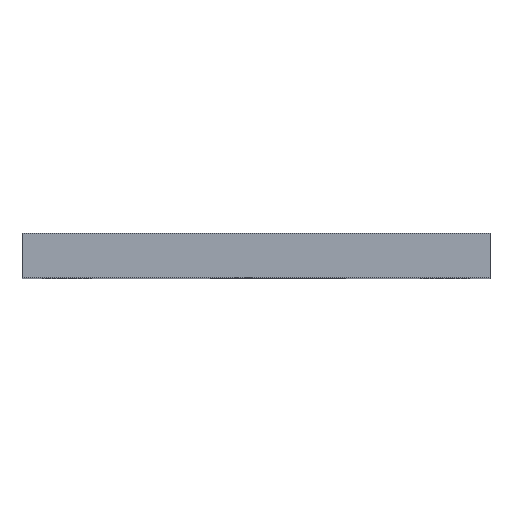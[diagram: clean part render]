
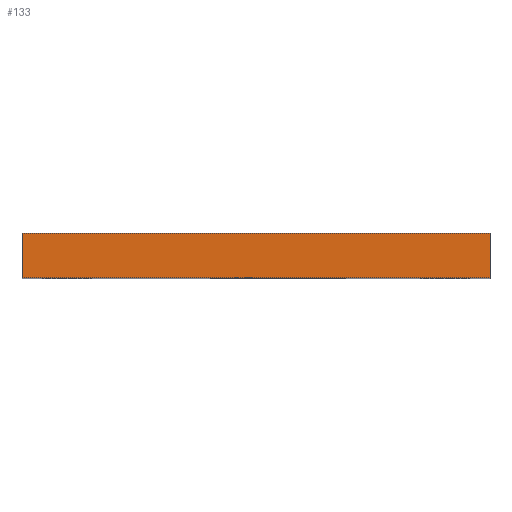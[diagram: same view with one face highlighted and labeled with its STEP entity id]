
A CAD part, top view. The second image highlights one B-rep face of the part: STEP entity #133.
In plain terms, the highlighted planar face has unit normal (0, 0, 1).
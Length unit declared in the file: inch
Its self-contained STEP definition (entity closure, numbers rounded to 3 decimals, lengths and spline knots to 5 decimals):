
#23 = ORIENTED_EDGE ( 'NONE', *, *, #1486, .F. ) ;
#45 = ORIENTED_EDGE ( 'NONE', *, *, #1569, .T. ) ;
#133 = ADVANCED_FACE ( 'NONE', ( #1474 ), #1239, .F. ) ;
#150 = CARTESIAN_POINT ( 'NONE',  ( -0.6565, 0.125, 0.807 ) ) ;
#161 = ORIENTED_EDGE ( 'NONE', *, *, #678, .F. ) ;
#270 = EDGE_LOOP ( 'NONE', ( #45, #161, #23, #1548 ) ) ;
#295 = AXIS2_PLACEMENT_3D ( 'NONE', #1506, #403, #868 ) ;
#325 = CARTESIAN_POINT ( 'NONE',  ( 0.6565, 0.125, 0.807 ) ) ;
#338 = CARTESIAN_POINT ( 'NONE',  ( -0.6565, 0.125, 0.807 ) ) ;
#353 = LINE ( 'NONE', #338, #595 ) ;
#393 = LINE ( 'NONE', #459, #1039 ) ;
#403 = DIRECTION ( 'NONE',  ( 0., 0., -1. ) ) ;
#459 = CARTESIAN_POINT ( 'NONE',  ( -0.6565, 0.125, 0.807 ) ) ;
#493 = DIRECTION ( 'NONE',  ( 1., 0., 0. ) ) ;
#531 = CARTESIAN_POINT ( 'NONE',  ( 0.6565, 0.125, 0.807 ) ) ;
#595 = VECTOR ( 'NONE', #1048, 39.37008 ) ;
#678 = EDGE_CURVE ( 'NONE', #1488, #783, #1210, .T. ) ;
#783 = VERTEX_POINT ( 'NONE', #1407 ) ;
#840 = EDGE_CURVE ( 'NONE', #1235, #1550, #393, .T. ) ;
#868 = DIRECTION ( 'NONE',  ( -1., 0., 0. ) ) ;
#948 = CARTESIAN_POINT ( 'NONE',  ( -0.6565, 0., 0.807 ) ) ;
#1039 = VECTOR ( 'NONE', #1179, 39.37008 ) ;
#1048 = DIRECTION ( 'NONE',  ( 1., 0., 0. ) ) ;
#1068 = VECTOR ( 'NONE', #493, 39.37008 ) ;
#1179 = DIRECTION ( 'NONE',  ( 0., -1., 0. ) ) ;
#1210 = LINE ( 'NONE', #531, #1489 ) ;
#1235 = VERTEX_POINT ( 'NONE', #150 ) ;
#1239 = PLANE ( 'NONE',  #295 ) ;
#1263 = DIRECTION ( 'NONE',  ( 0., -1., 0. ) ) ;
#1328 = LINE ( 'NONE', #948, #1068 ) ;
#1407 = CARTESIAN_POINT ( 'NONE',  ( 0.6565, 0., 0.807 ) ) ;
#1474 = FACE_OUTER_BOUND ( 'NONE', #270, .T. ) ;
#1486 = EDGE_CURVE ( 'NONE', #1235, #1488, #353, .T. ) ;
#1488 = VERTEX_POINT ( 'NONE', #325 ) ;
#1489 = VECTOR ( 'NONE', #1263, 39.37008 ) ;
#1506 = CARTESIAN_POINT ( 'NONE',  ( -0.6565, 0.125, 0.807 ) ) ;
#1548 = ORIENTED_EDGE ( 'NONE', *, *, #840, .T. ) ;
#1550 = VERTEX_POINT ( 'NONE', #1606 ) ;
#1569 = EDGE_CURVE ( 'NONE', #1550, #783, #1328, .T. ) ;
#1606 = CARTESIAN_POINT ( 'NONE',  ( -0.6565, 0., 0.807 ) ) ;
